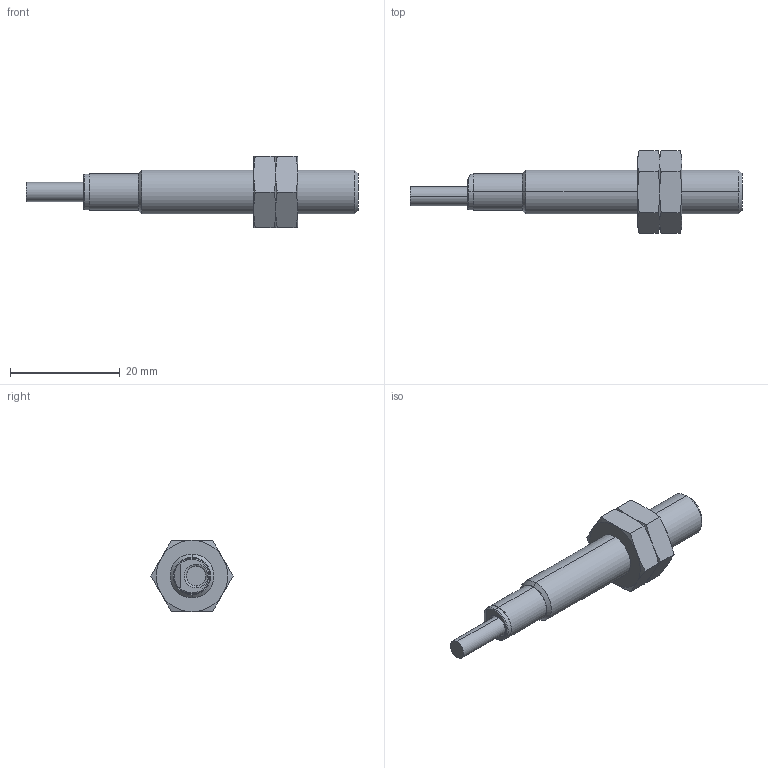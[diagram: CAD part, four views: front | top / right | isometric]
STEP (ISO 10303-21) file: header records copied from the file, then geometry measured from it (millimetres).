
FILE_DESCRIPTION (( 'STEP AP214' ), '1' );
FILE_NAME ('MAE-AP-1A.step', '2018-04-17T19:30:16', ( '' ), ( '' ), 'SwSTEP 2.0', 'SolidWorks 2017', '' );
FILE_SCHEMA (( 'AUTOMOTIVE_DESIGN' ));
Length unit declared in the file: inch
Products named in the file (1): MAE-AP-1A
Bounding box: 60.5 x 15.01 x 13 mm (x, y, z)
Volume: 3294.8 mm3; surface area: 2341.9 mm2
Topology: 3 solids, 3 shells, 75 faces, 159 edges, 93 vertices
Faces by surface type: cone 36, plane 22, cylinder 12, bspline 5
Entity records: 3217 total; most frequent: CARTESIAN_POINT 652, ORIENTED_EDGE 318, DIRECTION 309, EDGE_CURVE 159, AXIS2_PLACEMENT_3D 136, VERTEX_POINT 93, EDGE_LOOP 82, DIMENSIONAL_EXPONENTS 80
